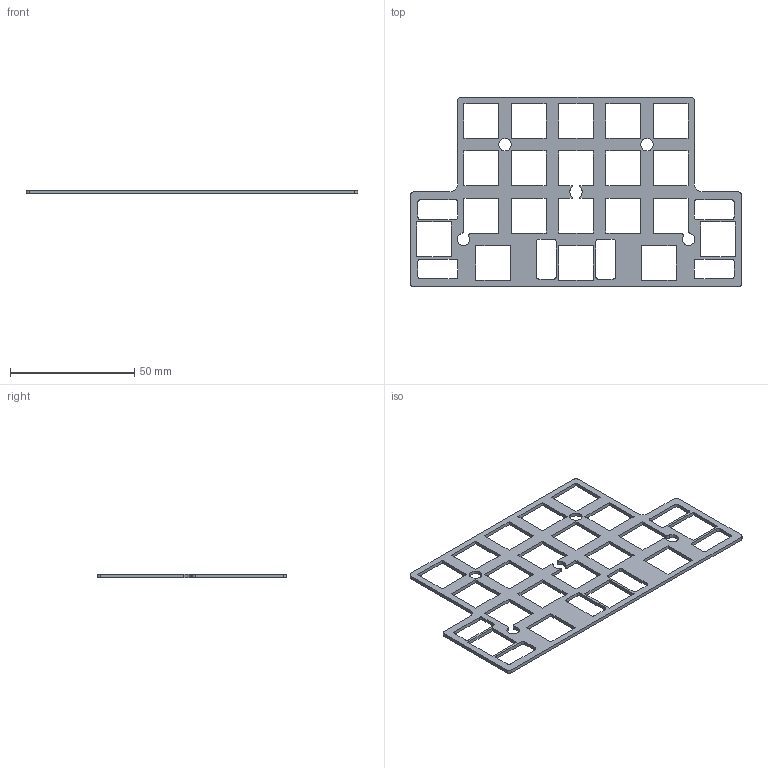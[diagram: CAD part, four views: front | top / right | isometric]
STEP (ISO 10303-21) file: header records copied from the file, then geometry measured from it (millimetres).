
FILE_DESCRIPTION(('HOOPS Exchange Step'),'2;1');
FILE_NAME('temp_export','2025-11-27T11:26:42-05:00',('jscotto'),('Shapr3D Limited'),'HOOPS Exchange 2025.7','Shapr3D','Authorized');
FILE_SCHEMA( ('AP242_MANAGED_MODEL_BASED_3D_ENGINEERING_MIM_LF {1 0 10303 442 1 1 4}') );
Length unit declared in the file: millimetre
Products named in the file (1): root
Bounding box: 133.35 x 76.2 x 1.4 mm (x, y, z)
Volume: 5499 mm3; surface area: 10476.4 mm2
Topology: 1 solids, 1 shells, 168 faces, 498 edges, 332 vertices
Faces by surface type: plane 116, cylinder 52
Full cylindrical faces by diameter (mm): 5 x2
Entity records: 5750 total; most frequent: CARTESIAN_POINT 1000, ORIENTED_EDGE 996, DIRECTION 942, EDGE_CURVE 498, VECTOR 394, LINE 394, VERTEX_POINT 332, AXIS2_PLACEMENT_3D 274
